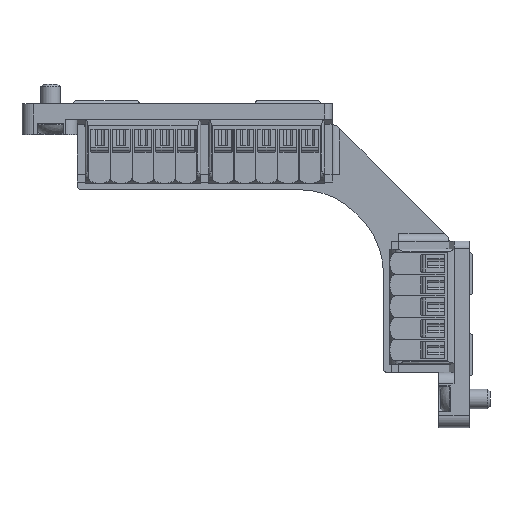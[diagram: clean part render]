
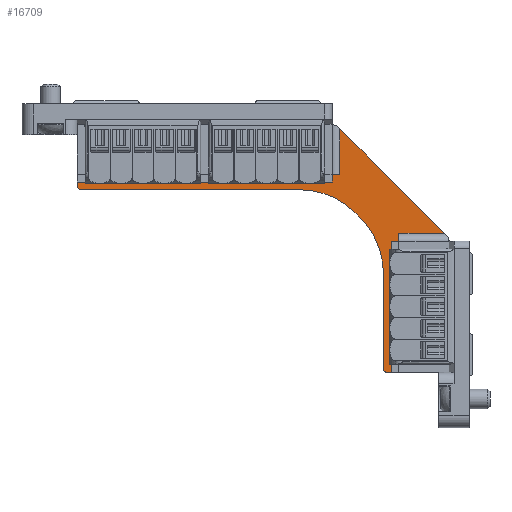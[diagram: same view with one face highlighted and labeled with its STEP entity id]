
A CAD part, top view. The second image highlights one B-rep face of the part: STEP entity #16709.
In plain terms, the highlighted planar face has unit normal (0, 0, 1).
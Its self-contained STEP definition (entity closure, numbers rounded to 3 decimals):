
#765=PLANE('',#18237);
#1614=FACE_OUTER_BOUND('',#2492,.T.);
#2492=EDGE_LOOP('',(#14949,#14950,#14951,#14952,#14953,#14954,#14955,#14956,
#14957,#14958,#14959,#14960,#14961,#14962,#14963,#14964,#14965,#14966));
#3328=CIRCLE('',#18189,1.);
#3329=CIRCLE('',#18192,20.);
#3330=CIRCLE('',#18195,20.);
#3331=CIRCLE('',#18198,1.);
#4699=LINE('',#28052,#6396);
#4702=LINE('',#28060,#6399);
#4705=LINE('',#28068,#6402);
#4757=LINE('',#28214,#6454);
#4761=LINE('',#28241,#6458);
#4763=LINE('',#28246,#6460);
#4764=LINE('',#28250,#6461);
#4765=LINE('',#28252,#6462);
#4766=LINE('',#28254,#6463);
#4767=LINE('',#28256,#6464);
#4768=LINE('',#28257,#6465);
#4769=LINE('',#28259,#6466);
#4770=LINE('',#28261,#6467);
#4771=LINE('',#28262,#6468);
#6396=VECTOR('',#22320,10.);
#6399=VECTOR('',#22329,10.);
#6402=VECTOR('',#22338,1000.);
#6454=VECTOR('',#22452,10.);
#6458=VECTOR('',#22468,10.);
#6460=VECTOR('',#22474,10.);
#6461=VECTOR('',#22479,10.);
#6462=VECTOR('',#22480,10.);
#6463=VECTOR('',#22481,10.);
#6464=VECTOR('',#22482,10.);
#6465=VECTOR('',#22483,1000.);
#6466=VECTOR('',#22484,1000.);
#6467=VECTOR('',#22485,1000.);
#6468=VECTOR('',#22486,10.);
#8084=VERTEX_POINT('',#28044);
#8085=VERTEX_POINT('',#28046);
#8086=VERTEX_POINT('',#28050);
#8087=VERTEX_POINT('',#28054);
#8088=VERTEX_POINT('',#28058);
#8089=VERTEX_POINT('',#28062);
#8090=VERTEX_POINT('',#28066);
#8091=VERTEX_POINT('',#28070);
#8140=VERTEX_POINT('',#28211);
#8141=VERTEX_POINT('',#28213);
#8146=VERTEX_POINT('',#28239);
#8147=VERTEX_POINT('',#28245);
#8148=VERTEX_POINT('',#28249);
#8149=VERTEX_POINT('',#28251);
#8150=VERTEX_POINT('',#28253);
#8151=VERTEX_POINT('',#28255);
#8152=VERTEX_POINT('',#28258);
#8153=VERTEX_POINT('',#28260);
#10371=EDGE_CURVE('',#8085,#8084,#3328,.T.);
#10374=EDGE_CURVE('',#8084,#8086,#4699,.T.);
#10376=EDGE_CURVE('',#8087,#8086,#3329,.T.);
#10378=EDGE_CURVE('',#8088,#8087,#4702,.T.);
#10380=EDGE_CURVE('',#8089,#8088,#3330,.T.);
#10382=EDGE_CURVE('',#8090,#8089,#4705,.T.);
#10384=EDGE_CURVE('',#8090,#8091,#3331,.T.);
#10449=EDGE_CURVE('',#8140,#8141,#4757,.T.);
#10458=EDGE_CURVE('',#8146,#8140,#4761,.T.);
#10460=EDGE_CURVE('',#8141,#8147,#4763,.T.);
#10462=EDGE_CURVE('',#8148,#8147,#4764,.T.);
#10463=EDGE_CURVE('',#8146,#8149,#4765,.T.);
#10464=EDGE_CURVE('',#8150,#8149,#4766,.T.);
#10465=EDGE_CURVE('',#8151,#8150,#4767,.T.);
#10466=EDGE_CURVE('',#8151,#8085,#4768,.T.);
#10467=EDGE_CURVE('',#8152,#8091,#4769,.T.);
#10468=EDGE_CURVE('',#8153,#8152,#4770,.T.);
#10469=EDGE_CURVE('',#8148,#8153,#4771,.T.);
#14949=ORIENTED_EDGE('',*,*,#10462,.T.);
#14950=ORIENTED_EDGE('',*,*,#10460,.F.);
#14951=ORIENTED_EDGE('',*,*,#10449,.F.);
#14952=ORIENTED_EDGE('',*,*,#10458,.F.);
#14953=ORIENTED_EDGE('',*,*,#10463,.T.);
#14954=ORIENTED_EDGE('',*,*,#10464,.F.);
#14955=ORIENTED_EDGE('',*,*,#10465,.F.);
#14956=ORIENTED_EDGE('',*,*,#10466,.T.);
#14957=ORIENTED_EDGE('',*,*,#10371,.T.);
#14958=ORIENTED_EDGE('',*,*,#10374,.T.);
#14959=ORIENTED_EDGE('',*,*,#10376,.F.);
#14960=ORIENTED_EDGE('',*,*,#10378,.F.);
#14961=ORIENTED_EDGE('',*,*,#10380,.F.);
#14962=ORIENTED_EDGE('',*,*,#10382,.F.);
#14963=ORIENTED_EDGE('',*,*,#10384,.T.);
#14964=ORIENTED_EDGE('',*,*,#10467,.F.);
#14965=ORIENTED_EDGE('',*,*,#10468,.F.);
#14966=ORIENTED_EDGE('',*,*,#10469,.F.);
#16709=ADVANCED_FACE('',(#1614),#765,.F.);
#18189=AXIS2_PLACEMENT_3D('',#28047,#22314,#22315);
#18192=AXIS2_PLACEMENT_3D('',#28056,#22324,#22325);
#18195=AXIS2_PLACEMENT_3D('',#28064,#22333,#22334);
#18198=AXIS2_PLACEMENT_3D('',#28072,#22342,#22343);
#18237=AXIS2_PLACEMENT_3D('',#28248,#22477,#22478);
#22314=DIRECTION('center_axis',(0.,0.,
1.));
#22315=DIRECTION('ref_axis',(-0.707,-0.707,0.));
#22320=DIRECTION('',(1.,0.,0.));
#22324=DIRECTION('center_axis',(0.,0.,
1.));
#22325=DIRECTION('ref_axis',(0.383,0.924,0.));
#22329=DIRECTION('',(-0.707,0.707,0.));
#22333=DIRECTION('center_axis',(0.,0.,
1.));
#22334=DIRECTION('ref_axis',(0.924,0.383,0.));
#22338=DIRECTION('',(0.,1.,0.));
#22342=DIRECTION('center_axis',(0.,0.,
1.));
#22343=DIRECTION('ref_axis',(-0.707,-0.707,0.));
#22452=DIRECTION('',(0.707,-0.707,0.));
#22468=DIRECTION('',(0.,1.,0.));
#22474=DIRECTION('',(-1.,0.,0.));
#22477=DIRECTION('center_axis',(0.,0.,
-1.));
#22478=DIRECTION('ref_axis',(-1.,0.,0.));
#22479=DIRECTION('',(0.,1.,0.));
#22480=DIRECTION('',(-1.,0.,0.));
#22481=DIRECTION('',(0.,1.,0.));
#22482=DIRECTION('',(1.,0.,0.));
#22483=DIRECTION('',(0.,-1.,0.));
#22484=DIRECTION('',(-1.,0.,0.));
#22485=DIRECTION('',(0.,-1.,0.));
#22486=DIRECTION('',(-1.,0.,0.));
#28044=CARTESIAN_POINT('',(-40.753,292.433,-236.354));
#28046=CARTESIAN_POINT('',(-41.753,293.433,-236.354));
#28047=CARTESIAN_POINT('Origin',(-40.753,293.433,-236.354));
#28050=CARTESIAN_POINT('',(15.863,292.433,-236.354));
#28052=CARTESIAN_POINT('',(23.147,292.433,-236.354));
#28054=CARTESIAN_POINT('',(30.005,286.575,-236.354));
#28056=CARTESIAN_POINT('Origin',(15.863,272.433,-236.354));
#28058=CARTESIAN_POINT('',(31.539,285.041,-236.354));
#28060=CARTESIAN_POINT('',(27.46,289.12,-236.354));
#28062=CARTESIAN_POINT('',(37.397,270.898,-236.354));
#28064=CARTESIAN_POINT('Origin',(17.397,270.898,-236.354));
#28066=CARTESIAN_POINT('',(37.397,246.233,-236.354));
#28068=CARTESIAN_POINT('',(37.397,294.158,-236.354));
#28070=CARTESIAN_POINT('',(38.397,245.233,-236.354));
#28072=CARTESIAN_POINT('Origin',(38.397,246.233,-236.354));
#28211=CARTESIAN_POINT('',(26.147,308.183,-236.354));
#28213=CARTESIAN_POINT('',(53.147,281.183,-236.354));
#28214=CARTESIAN_POINT('',(46.897,287.433,-236.354));
#28239=CARTESIAN_POINT('',(26.147,296.433,-236.354));
#28241=CARTESIAN_POINT('',(26.147,303.558,-236.354));
#28245=CARTESIAN_POINT('',(41.397,281.183,-236.354));
#28246=CARTESIAN_POINT('',(27.847,281.183,-236.354));
#28248=CARTESIAN_POINT('Origin',(7.172,303.558,-236.354));
#28249=CARTESIAN_POINT('',(41.397,279.183,-236.354));
#28250=CARTESIAN_POINT('',(41.397,290.87,-236.354));
#28251=CARTESIAN_POINT('',(24.147,296.433,-236.354));
#28252=CARTESIAN_POINT('',(15.159,296.433,-236.354));
#28253=CARTESIAN_POINT('',(24.147,294.433,-236.354));
#28254=CARTESIAN_POINT('',(24.147,301.683,-236.354));
#28255=CARTESIAN_POINT('',(-41.753,294.433,-236.354));
#28256=CARTESIAN_POINT('',(23.147,294.433,-236.354));
#28257=CARTESIAN_POINT('',(-41.753,299.558,-236.354));
#28258=CARTESIAN_POINT('',(39.397,245.233,-236.354));
#28259=CARTESIAN_POINT('',(44.522,245.233,-236.354));
#28260=CARTESIAN_POINT('',(39.397,279.183,-236.354));
#28261=CARTESIAN_POINT('',(39.397,294.158,-236.354));
#28262=CARTESIAN_POINT('',(38.272,279.183,-236.354));
